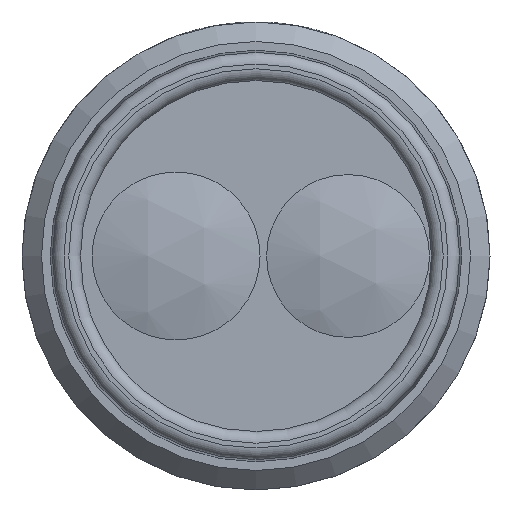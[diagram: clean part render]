
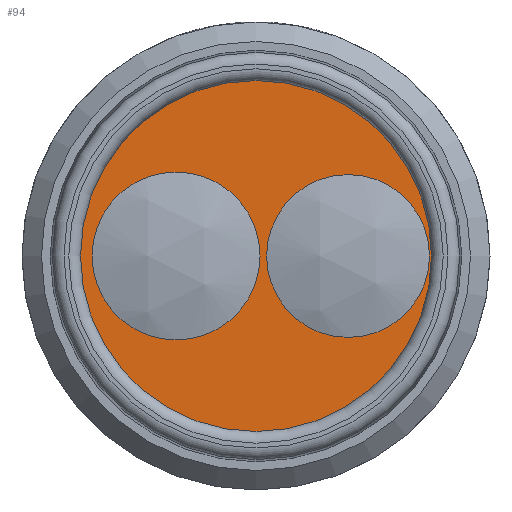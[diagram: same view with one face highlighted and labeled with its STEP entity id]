
A CAD part, front view. The second image highlights one B-rep face of the part: STEP entity #94.
In plain terms, the highlighted planar face has unit normal (0, -1, 0).
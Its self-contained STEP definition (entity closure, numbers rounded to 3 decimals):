
#94 = ADVANCED_FACE( '', ( #186, #187, #188 ), #189, .F. );
#186 = FACE_BOUND( '', #344, .T. );
#187 = FACE_BOUND( '', #345, .T. );
#188 = FACE_OUTER_BOUND( '', #346, .T. );
#189 = PLANE( '', #347 );
#344 = EDGE_LOOP( '', ( #747 ) );
#345 = EDGE_LOOP( '', ( #748 ) );
#346 = EDGE_LOOP( '', ( #749 ) );
#347 = AXIS2_PLACEMENT_3D( '', #750, #751, #752 );
#747 = ORIENTED_EDGE( '', *, *, #1063, .F. );
#748 = ORIENTED_EDGE( '', *, *, #1062, .F. );
#749 = ORIENTED_EDGE( '', *, *, #1064, .T. );
#750 = CARTESIAN_POINT( '', ( 0., -1.4, 0. ) );
#751 = DIRECTION( '', ( 0., 1., 0. ) );
#752 = DIRECTION( '', ( -1., 0., 0. ) );
#1062 = EDGE_CURVE( '', #1218, #1218, #1219, .T. );
#1063 = EDGE_CURVE( '', #1220, #1220, #1221, .T. );
#1064 = EDGE_CURVE( '', #1222, #1222, #1223, .T. );
#1218 = VERTEX_POINT( '', #1552 );
#1219 = CIRCLE( '', #1553, 2.153 );
#1220 = VERTEX_POINT( '', #1554 );
#1221 = CIRCLE( '', #1555, 2.087 );
#1222 = VERTEX_POINT( '', #1556 );
#1223 = CIRCLE( '', #1557, 4.5 );
#1552 = CARTESIAN_POINT( '', ( -2.05, -1.4, 2.153 ) );
#1553 = AXIS2_PLACEMENT_3D( '', #1953, #1954, #1955 );
#1554 = CARTESIAN_POINT( '', ( 2.36, -1.4, 2.087 ) );
#1555 = AXIS2_PLACEMENT_3D( '', #1956, #1957, #1958 );
#1556 = CARTESIAN_POINT( '', ( 0., -1.4, 4.5 ) );
#1557 = AXIS2_PLACEMENT_3D( '', #1959, #1960, #1961 );
#1953 = CARTESIAN_POINT( '', ( -2.05, -1.4, 0. ) );
#1954 = DIRECTION( '', ( 0., -1., 0. ) );
#1955 = DIRECTION( '', ( 0., 0., 1. ) );
#1956 = CARTESIAN_POINT( '', ( 2.36, -1.4, 0. ) );
#1957 = DIRECTION( '', ( 0., -1., 0. ) );
#1958 = DIRECTION( '', ( 0., 0., 1. ) );
#1959 = CARTESIAN_POINT( '', ( 0., -1.4, 0. ) );
#1960 = DIRECTION( '', ( 0., -1., 0. ) );
#1961 = DIRECTION( '', ( 0., 0., 1. ) );
